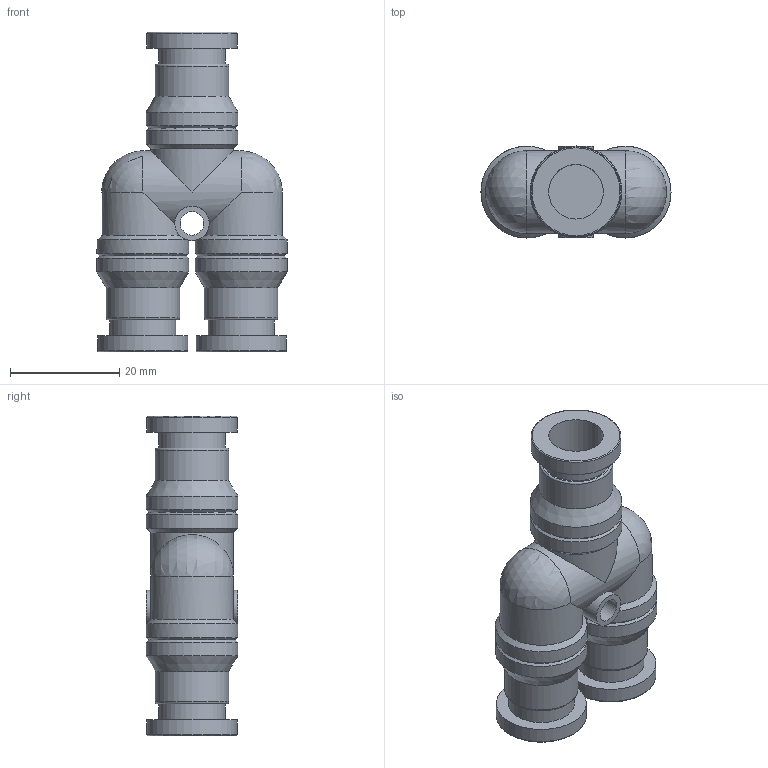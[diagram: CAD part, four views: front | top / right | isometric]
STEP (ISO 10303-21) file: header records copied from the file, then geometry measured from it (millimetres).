
FILE_DESCRIPTION(/* description */ ('STEP AP214'),/* implementation_level */ '2;1');
FILE_NAME(/* name */ '130659_CRQSY-10',/* time_stamp */ '2024-08-09T14:28:36+02:00',/* author */ ('License CC BY-ND 4.0'),/* organization */ ('CADENAS'),/* preprocessor_version */ 'ST-DEVELOPER v19.3',/* originating_system */ 'PARTsolutions',/* authorisation */ ' ');
FILE_SCHEMA (('AUTOMOTIVE_DESIGN {1 0 10303 214 3 1 1}'));
Length unit declared in the file: millimetre
Products named in the file (1): 130659 CRQSY-10
Bounding box: 34.8 x 16.8 x 58.5 mm (x, y, z)
Volume: 11426.5 mm3; surface area: 8269.2 mm2
Topology: 1 solids, 1 shells, 58 faces, 121 edges, 71 vertices
Faces by surface type: cylinder 24, plane 14, cone 12, torus 6, sphere 2
Full cylindrical faces by diameter (mm): 4.3 x1, 6.3 x1, 10 x3, 12.096 x3, 13.44 x3, 15.12 x1, 16.5 x3, 16.8 x6
Entity records: 1354 total; most frequent: CARTESIAN_POINT 263, DIRECTION 242, ORIENTED_EDGE 148, AXIS2_PLACEMENT_3D 121, EDGE_LOOP 108, FACE_BOUND 108, EDGE_CURVE 74, VERTEX_POINT 66
